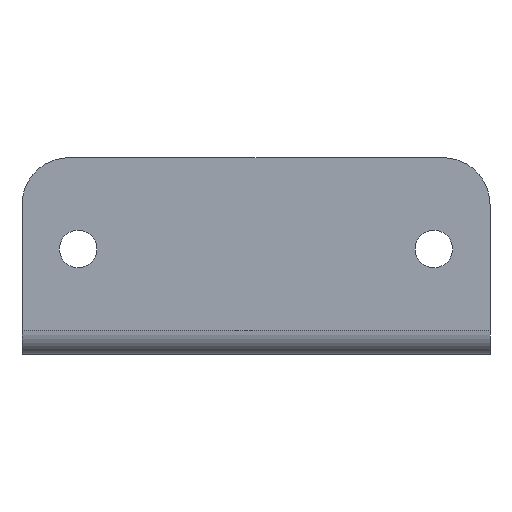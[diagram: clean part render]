
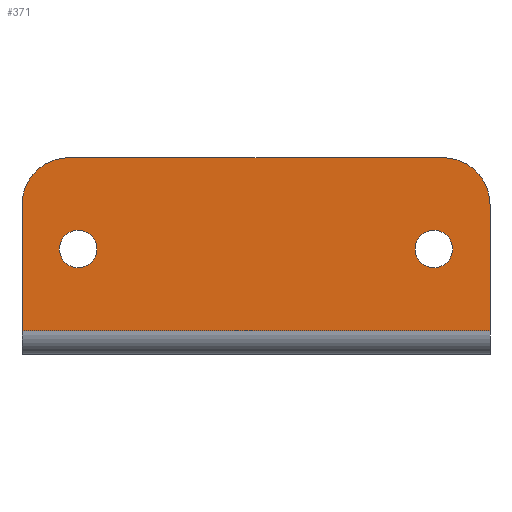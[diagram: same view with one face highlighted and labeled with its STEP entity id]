
A CAD part, left-side view. The second image highlights one B-rep face of the part: STEP entity #371.
In plain terms, the highlighted planar face has unit normal (-1, 0, 0).
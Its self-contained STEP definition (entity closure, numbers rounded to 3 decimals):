
#22 = DIRECTION ( 'NONE',  ( -1., 0., 0. ) ) ;
#23 = CARTESIAN_POINT ( 'NONE',  ( -90., 50., 5. ) ) ;
#66 = EDGE_LOOP ( 'NONE', ( #868, #782 ) ) ;
#69 = VERTEX_POINT ( 'NONE', #23 ) ;
#76 = FACE_OUTER_BOUND ( 'NONE', #574, .T. ) ;
#83 = CARTESIAN_POINT ( 'NONE',  ( -90., 40., 42. ) ) ;
#105 = DIRECTION ( 'NONE',  ( 0., 1., 0. ) ) ;
#120 = EDGE_CURVE ( 'NONE', #540, #432, #176, .T. ) ;
#131 = CARTESIAN_POINT ( 'NONE',  ( -90., 50., 42. ) ) ;
#146 = AXIS2_PLACEMENT_3D ( 'NONE', #389, #381, #545 ) ;
#159 = DIRECTION ( 'NONE',  ( 0., 0., -1. ) ) ;
#172 = DIRECTION ( 'NONE',  ( 0., -1., 0. ) ) ;
#175 = CARTESIAN_POINT ( 'NONE',  ( -90., 0., 42. ) ) ;
#176 = LINE ( 'NONE', #175, #790 ) ;
#183 = EDGE_CURVE ( 'NONE', #671, #69, #949, .T. ) ;
#189 = AXIS2_PLACEMENT_3D ( 'NONE', #333, #639, #253 ) ;
#190 = ORIENTED_EDGE ( 'NONE', *, *, #537, .F. ) ;
#209 = CARTESIAN_POINT ( 'NONE',  ( -90., -38., 26.5 ) ) ;
#230 = CARTESIAN_POINT ( 'NONE',  ( -90., 38., 18.5 ) ) ;
#247 = CIRCLE ( 'NONE', #189, 4. ) ;
#251 = ORIENTED_EDGE ( 'NONE', *, *, #325, .F. ) ;
#252 = VERTEX_POINT ( 'NONE', #441 ) ;
#253 = DIRECTION ( 'NONE',  ( 0., 0., -1. ) ) ;
#270 = DIRECTION ( 'NONE',  ( 0., 0., -1. ) ) ;
#278 = AXIS2_PLACEMENT_3D ( 'NONE', #974, #738, #270 ) ;
#288 = DIRECTION ( 'NONE',  ( 0., 0., -1. ) ) ;
#294 = EDGE_LOOP ( 'NONE', ( #505, #791 ) ) ;
#325 = EDGE_CURVE ( 'NONE', #432, #695, #690, .T. ) ;
#333 = CARTESIAN_POINT ( 'NONE',  ( -90., 38., 22.5 ) ) ;
#356 = ORIENTED_EDGE ( 'NONE', *, *, #1009, .F. ) ;
#371 = ADVANCED_FACE ( 'NONE', ( #860, #454, #76 ), #611, .F. ) ;
#377 = AXIS2_PLACEMENT_3D ( 'NONE', #772, #603, #912 ) ;
#381 = DIRECTION ( 'NONE',  ( -1., 0., 0. ) ) ;
#389 = CARTESIAN_POINT ( 'NONE',  ( -90., 38., 22.5 ) ) ;
#403 = CARTESIAN_POINT ( 'NONE',  ( -90., -38., 22.5 ) ) ;
#409 = LINE ( 'NONE', #131, #686 ) ;
#424 = CARTESIAN_POINT ( 'NONE',  ( -90., 0., 5. ) ) ;
#432 = VERTEX_POINT ( 'NONE', #937 ) ;
#441 = CARTESIAN_POINT ( 'NONE',  ( -90., 38., 26.5 ) ) ;
#452 = DIRECTION ( 'NONE',  ( 1., 0., 0. ) ) ;
#453 = CARTESIAN_POINT ( 'NONE',  ( -90., 0., 22.25 ) ) ;
#454 = FACE_BOUND ( 'NONE', #66, .T. ) ;
#479 = VERTEX_POINT ( 'NONE', #230 ) ;
#487 = CARTESIAN_POINT ( 'NONE',  ( -90., -50., 5. ) ) ;
#488 = CIRCLE ( 'NONE', #278, 10. ) ;
#494 = VERTEX_POINT ( 'NONE', #1006 ) ;
#496 = CIRCLE ( 'NONE', #627, 4. ) ;
#505 = ORIENTED_EDGE ( 'NONE', *, *, #621, .F. ) ;
#523 = CIRCLE ( 'NONE', #819, 4. ) ;
#537 = EDGE_CURVE ( 'NONE', #695, #671, #927, .T. ) ;
#540 = VERTEX_POINT ( 'NONE', #83 ) ;
#545 = DIRECTION ( 'NONE',  ( 0., 0., -1. ) ) ;
#549 = VECTOR ( 'NONE', #105, 1000. ) ;
#567 = CIRCLE ( 'NONE', #146, 4. ) ;
#574 = EDGE_LOOP ( 'NONE', ( #889, #967, #356, #708, #190, #251 ) ) ;
#578 = DIRECTION ( 'NONE',  ( 0., 0., -1. ) ) ;
#588 = EDGE_CURVE ( 'NONE', #252, #479, #247, .T. ) ;
#603 = DIRECTION ( 'NONE',  ( 1., 0., 0. ) ) ;
#611 = PLANE ( 'NONE',  #946 ) ;
#621 = EDGE_CURVE ( 'NONE', #941, #1000, #523, .T. ) ;
#627 = AXIS2_PLACEMENT_3D ( 'NONE', #817, #22, #578 ) ;
#639 = DIRECTION ( 'NONE',  ( -1., 0., 0. ) ) ;
#671 = VERTEX_POINT ( 'NONE', #487 ) ;
#672 = CARTESIAN_POINT ( 'NONE',  ( -90., -38., 18.5 ) ) ;
#686 = VECTOR ( 'NONE', #934, 1000. ) ;
#690 = CIRCLE ( 'NONE', #377, 10. ) ;
#695 = VERTEX_POINT ( 'NONE', #734 ) ;
#703 = VECTOR ( 'NONE', #956, 1000. ) ;
#708 = ORIENTED_EDGE ( 'NONE', *, *, #183, .F. ) ;
#734 = CARTESIAN_POINT ( 'NONE',  ( -90., -50., 32. ) ) ;
#738 = DIRECTION ( 'NONE',  ( 1., 0., 0. ) ) ;
#741 = EDGE_CURVE ( 'NONE', #494, #540, #488, .T. ) ;
#765 = EDGE_CURVE ( 'NONE', #1000, #941, #496, .T. ) ;
#772 = CARTESIAN_POINT ( 'NONE',  ( -90., -40., 32. ) ) ;
#782 = ORIENTED_EDGE ( 'NONE', *, *, #588, .F. ) ;
#790 = VECTOR ( 'NONE', #172, 1000. ) ;
#791 = ORIENTED_EDGE ( 'NONE', *, *, #765, .F. ) ;
#817 = CARTESIAN_POINT ( 'NONE',  ( -90., -38., 22.5 ) ) ;
#819 = AXIS2_PLACEMENT_3D ( 'NONE', #403, #945, #159 ) ;
#855 = CARTESIAN_POINT ( 'NONE',  ( -90., -50., 2.5 ) ) ;
#860 = FACE_BOUND ( 'NONE', #294, .T. ) ;
#868 = ORIENTED_EDGE ( 'NONE', *, *, #982, .F. ) ;
#889 = ORIENTED_EDGE ( 'NONE', *, *, #120, .F. ) ;
#912 = DIRECTION ( 'NONE',  ( 0., 0., -1. ) ) ;
#927 = LINE ( 'NONE', #855, #703 ) ;
#934 = DIRECTION ( 'NONE',  ( 0., 0., 1. ) ) ;
#937 = CARTESIAN_POINT ( 'NONE',  ( -90., -40., 42. ) ) ;
#941 = VERTEX_POINT ( 'NONE', #672 ) ;
#945 = DIRECTION ( 'NONE',  ( -1., 0., 0. ) ) ;
#946 = AXIS2_PLACEMENT_3D ( 'NONE', #453, #452, #288 ) ;
#949 = LINE ( 'NONE', #424, #549 ) ;
#956 = DIRECTION ( 'NONE',  ( 0., 0., -1. ) ) ;
#967 = ORIENTED_EDGE ( 'NONE', *, *, #741, .F. ) ;
#974 = CARTESIAN_POINT ( 'NONE',  ( -90., 40., 32. ) ) ;
#982 = EDGE_CURVE ( 'NONE', #479, #252, #567, .T. ) ;
#1000 = VERTEX_POINT ( 'NONE', #209 ) ;
#1006 = CARTESIAN_POINT ( 'NONE',  ( -90., 50., 32. ) ) ;
#1009 = EDGE_CURVE ( 'NONE', #69, #494, #409, .T. ) ;
